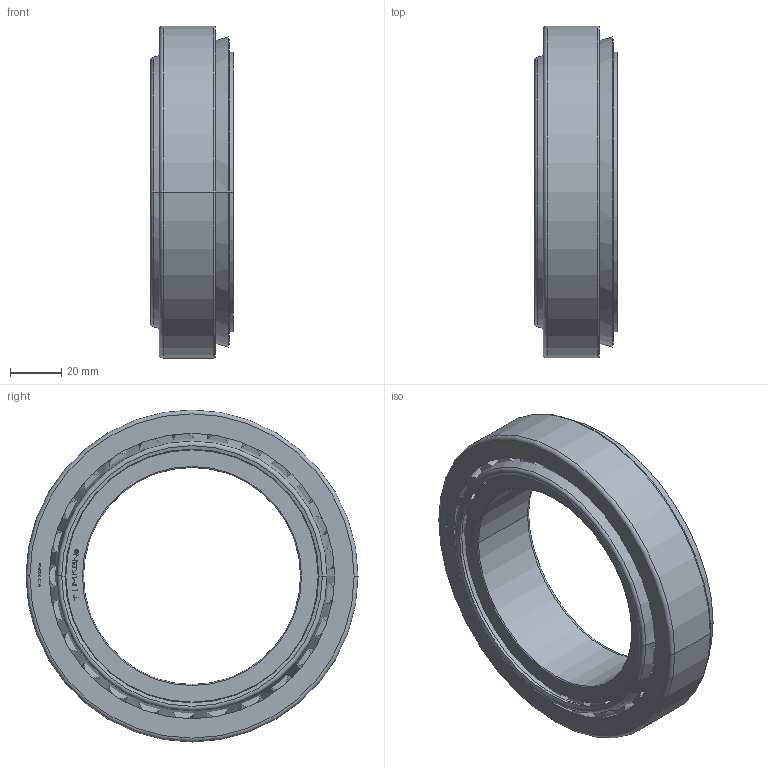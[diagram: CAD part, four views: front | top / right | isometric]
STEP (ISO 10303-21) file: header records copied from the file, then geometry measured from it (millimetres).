
FILE_DESCRIPTION(('starvars output'),'1');
FILE_NAME('32017X.stp','19:34:19 2023/12/13',('TraceParts'),(' '),'Spatial InterOp 3D',' ',' ');
FILE_SCHEMA(('AUTOMOTIVE_DESIGN { 1 0 10303 214 3 1 1 }'));
Length unit declared in the file: millimetre
Products named in the file (1): 1
Bounding box: 32.29 x 130 x 130 mm (x, y, z)
Volume: 176049.5 mm3; surface area: 89062.8 mm2
Topology: 28 solids, 28 shells, 498 faces, 1194 edges, 786 vertices
Faces by surface type: plane 378, cone 70, cylinder 40, torus 10
Entity records: 18663 total; most frequent: CARTESIAN_POINT 2506, DIRECTION 2466, ORIENTED_EDGE 2388, EDGE_CURVE 1194, LINE 974, VECTOR 974, VERTEX_POINT 786, AXIS2_PLACEMENT_3D 746
